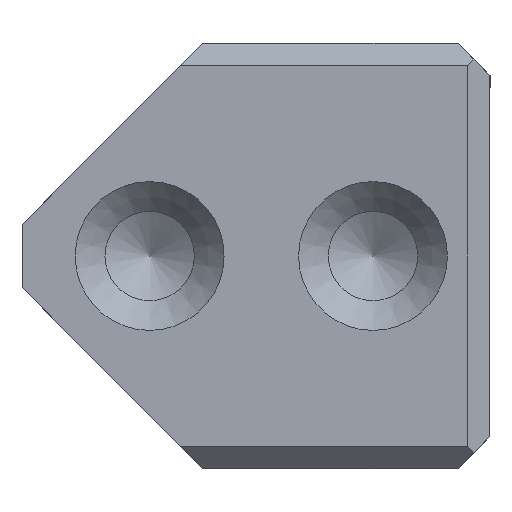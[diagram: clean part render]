
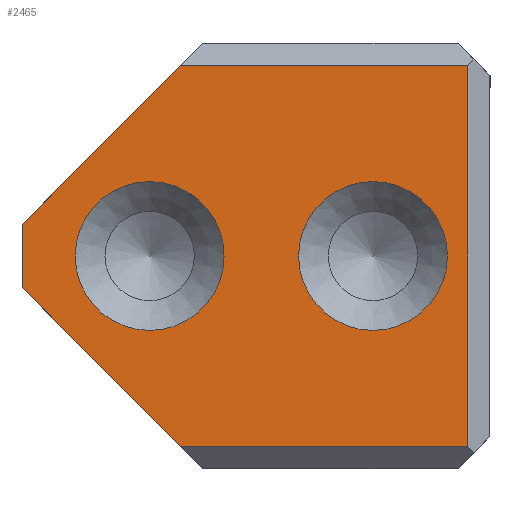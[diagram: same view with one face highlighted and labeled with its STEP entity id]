
A CAD part, left-side view. The second image highlights one B-rep face of the part: STEP entity #2465.
In plain terms, the highlighted planar face has unit normal (-1, 0, 0).
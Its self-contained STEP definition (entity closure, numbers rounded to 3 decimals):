
#2465=ADVANCED_FACE('',(#3359,#3360,#3361),#2836,.T.);
#2836=PLANE('',#8701);
#3076=CIRCLE('',#8699,3.5);
#3077=CIRCLE('',#8700,3.5);
#3359=FACE_BOUND('',#3540,.T.);
#3360=FACE_BOUND('',#3541,.T.);
#3361=FACE_BOUND('',#3542,.T.);
#3540=EDGE_LOOP('',(#4244));
#3541=EDGE_LOOP('',(#4245));
#3542=EDGE_LOOP('',(#4246,#4247,#4248,#4249,#4250,#4251));
#4244=ORIENTED_EDGE('',*,*,#6723,.T.);
#4245=ORIENTED_EDGE('',*,*,#6724,.T.);
#4246=ORIENTED_EDGE('',*,*,#6725,.T.);
#4247=ORIENTED_EDGE('',*,*,#6726,.T.);
#4248=ORIENTED_EDGE('',*,*,#6727,.T.);
#4249=ORIENTED_EDGE('',*,*,#6728,.F.);
#4250=ORIENTED_EDGE('',*,*,#6729,.T.);
#4251=ORIENTED_EDGE('',*,*,#6730,.T.);
#6086=VERTEX_POINT('',#11179);
#6087=VERTEX_POINT('',#11181);
#6088=VERTEX_POINT('',#11183);
#6089=VERTEX_POINT('',#11184);
#6090=VERTEX_POINT('',#11186);
#6091=VERTEX_POINT('',#11188);
#6092=VERTEX_POINT('',#11190);
#6093=VERTEX_POINT('',#11192);
#6723=EDGE_CURVE('',#6086,#6086,#3076,.T.);
#6724=EDGE_CURVE('',#6087,#6087,#3077,.T.);
#6725=EDGE_CURVE('',#6088,#6089,#7550,.T.);
#6726=EDGE_CURVE('',#6089,#6090,#7551,.T.);
#6727=EDGE_CURVE('',#6090,#6091,#7552,.T.);
#6728=EDGE_CURVE('',#6092,#6091,#7553,.T.);
#6729=EDGE_CURVE('',#6092,#6093,#7554,.T.);
#6730=EDGE_CURVE('',#6093,#6088,#7555,.T.);
#7550=LINE('',#11182,#8198);
#7551=LINE('',#11185,#8199);
#7552=LINE('',#11187,#8200);
#7553=LINE('',#11189,#8201);
#7554=LINE('',#11191,#8202);
#7555=LINE('',#11193,#8203);
#8198=VECTOR('',#9267,1.);
#8199=VECTOR('',#9268,1.);
#8200=VECTOR('',#9269,1.);
#8201=VECTOR('',#9270,1.);
#8202=VECTOR('',#9271,1.);
#8203=VECTOR('',#9272,1.);
#8699=AXIS2_PLACEMENT_3D('',#11178,#9263,#9264);
#8700=AXIS2_PLACEMENT_3D('',#11180,#9265,#9266);
#8701=AXIS2_PLACEMENT_3D('',#11194,#9273,#9274);
#9263=DIRECTION('',(1.,0.,0.));
#9264=DIRECTION('',(0.,0.,-1.));
#9265=DIRECTION('',(1.,0.,0.));
#9266=DIRECTION('',(0.,0.,-1.));
#9267=DIRECTION('',(0.,0.,1.));
#9268=DIRECTION('',(0.,1.,0.));
#9269=DIRECTION('',(0.,0.707,-0.707));
#9270=DIRECTION('',(0.,0.,1.));
#9271=DIRECTION('',(0.,-0.707,-0.707));
#9272=DIRECTION('',(0.,-1.,0.));
#9273=DIRECTION('',(-1.,0.,0.));
#9274=DIRECTION('',(0.,0.,-1.));
#11178=CARTESIAN_POINT('',(0.,16.,10.));
#11179=CARTESIAN_POINT('',(0.,16.,6.5));
#11180=CARTESIAN_POINT('',(0.,5.5,10.));
#11181=CARTESIAN_POINT('',(0.,5.5,6.5));
#11182=CARTESIAN_POINT('',(0.,1.05,0.));
#11183=CARTESIAN_POINT('',(0.,1.05,1.05));
#11184=CARTESIAN_POINT('',(0.,1.05,18.95));
#11185=CARTESIAN_POINT('',(0.,11.,18.95));
#11186=CARTESIAN_POINT('',(0.,14.55,18.95));
#11187=CARTESIAN_POINT('',(0.,22.25,11.25));
#11188=CARTESIAN_POINT('',(0.,22.,11.5));
#11189=CARTESIAN_POINT('',(0.,22.,0.));
#11190=CARTESIAN_POINT('',(0.,22.,8.5));
#11191=CARTESIAN_POINT('',(0.,12.25,-1.25));
#11192=CARTESIAN_POINT('',(0.,14.55,1.05));
#11193=CARTESIAN_POINT('',(0.,11.,1.05));
#11194=CARTESIAN_POINT('',(0.,11.,0.));
